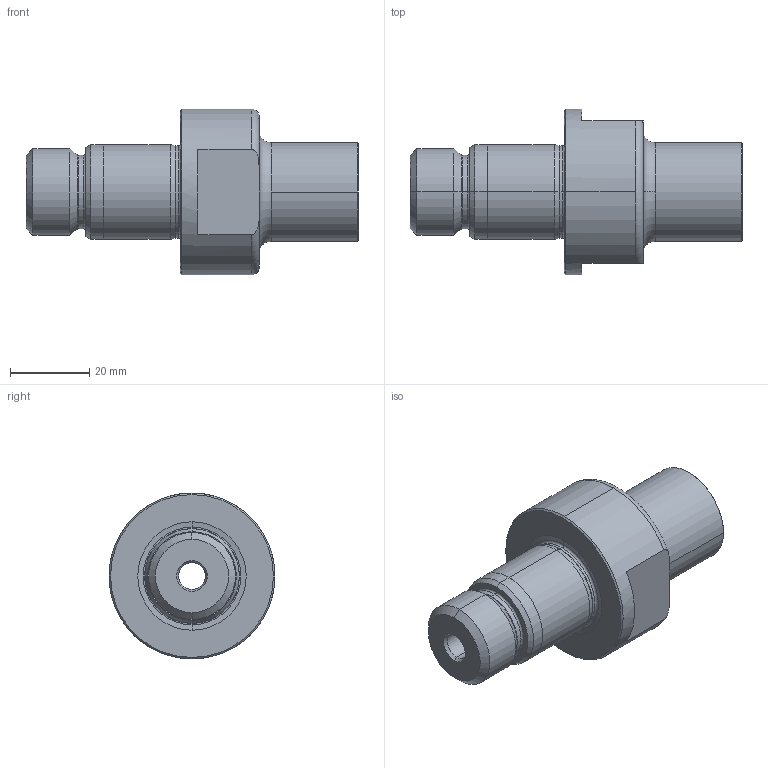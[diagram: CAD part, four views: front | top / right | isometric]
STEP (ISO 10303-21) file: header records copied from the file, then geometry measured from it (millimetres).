
FILE_DESCRIPTION (( 'STEP AP203' ), '1' );
FILE_NAME ('120.420.251C.STEP', '2018-03-13T15:04:34', ( 'SWIAdmin' ), ( 'Hewlett-Packard Company' ), 'SwSTEP 2.0', 'SolidWorks 2017', '' );
FILE_SCHEMA (( 'CONFIG_CONTROL_DESIGN' ));
Length unit declared in the file: millimetre
Products named in the file (1): 120.420.251C
Bounding box: 84 x 42 x 42 mm (x, y, z)
Volume: 49054.2 mm3; surface area: 12164.5 mm2
Topology: 1 solids, 1 shells, 77 faces, 164 edges, 95 vertices
Faces by surface type: cone 26, cylinder 22, torus 17, plane 12
Entity records: 2223 total; most frequent: DIRECTION 420, CARTESIAN_POINT 409, ORIENTED_EDGE 328, AXIS2_PLACEMENT_3D 182, EDGE_CURVE 164, CIRCLE 104, VERTEX_POINT 95, EDGE_LOOP 85
